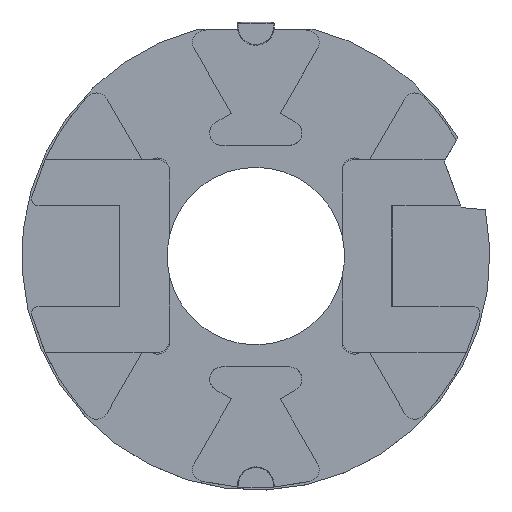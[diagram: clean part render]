
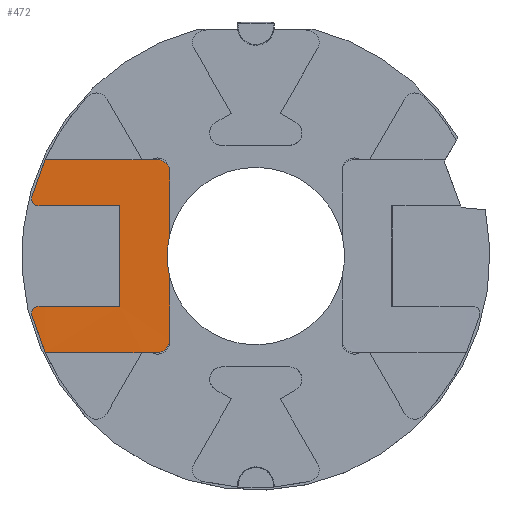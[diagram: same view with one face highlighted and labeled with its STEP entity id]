
A CAD part, top view. The second image highlights one B-rep face of the part: STEP entity #472.
In plain terms, the highlighted planar face has unit normal (0, 0, 1).
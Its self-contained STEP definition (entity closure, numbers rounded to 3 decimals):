
#472=ADVANCED_FACE('',(#1330),#1331,.F.);
#1330=FACE_OUTER_BOUND('',#2620,.T.);
#1331=PLANE('',#2621);
#2620=EDGE_LOOP('',(#6365,#6366,#6367,#6368,#6369,#6370,#6371,#6372,#6373,#6374,#6375,#6376,#6377,#6378,#6379,#6380,#6381,#6382,#6383,#6384,#6385,#6386));
#2621=AXIS2_PLACEMENT_3D('',#6387,#6388,#6389);
#6365=ORIENTED_EDGE('',*,*,#10205,.T.);
#6366=ORIENTED_EDGE('',*,*,#10206,.F.);
#6367=ORIENTED_EDGE('',*,*,#10207,.T.);
#6368=ORIENTED_EDGE('',*,*,#10208,.F.);
#6369=ORIENTED_EDGE('',*,*,#10209,.F.);
#6370=ORIENTED_EDGE('',*,*,#10210,.T.);
#6371=ORIENTED_EDGE('',*,*,#10211,.F.);
#6372=ORIENTED_EDGE('',*,*,#10212,.F.);
#6373=ORIENTED_EDGE('',*,*,#10213,.T.);
#6374=ORIENTED_EDGE('',*,*,#10214,.F.);
#6375=ORIENTED_EDGE('',*,*,#10215,.T.);
#6376=ORIENTED_EDGE('',*,*,#10216,.T.);
#6377=ORIENTED_EDGE('',*,*,#10217,.T.);
#6378=ORIENTED_EDGE('',*,*,#10218,.T.);
#6379=ORIENTED_EDGE('',*,*,#10219,.T.);
#6380=ORIENTED_EDGE('',*,*,#10220,.F.);
#6381=ORIENTED_EDGE('',*,*,#10221,.T.);
#6382=ORIENTED_EDGE('',*,*,#10222,.F.);
#6383=ORIENTED_EDGE('',*,*,#10223,.T.);
#6384=ORIENTED_EDGE('',*,*,#10224,.T.);
#6385=ORIENTED_EDGE('',*,*,#10225,.T.);
#6386=ORIENTED_EDGE('',*,*,#10226,.T.);
#6387=CARTESIAN_POINT('',(0.,0.,0.25));
#6388=DIRECTION('',(0.,0.,-1.0));
#6389=DIRECTION('',(0.,-1.0,0.));
#10205=EDGE_CURVE('',#11795,#11796,#11797,.T.);
#10206=EDGE_CURVE('',#11798,#11796,#11799,.T.);
#10207=EDGE_CURVE('',#11798,#11800,#11801,.F.);
#10208=EDGE_CURVE('',#11802,#11800,#11803,.T.);
#10209=EDGE_CURVE('',#11804,#11802,#11805,.F.);
#10210=EDGE_CURVE('',#11804,#11806,#11807,.T.);
#10211=EDGE_CURVE('',#11808,#11806,#11809,.F.);
#10212=EDGE_CURVE('',#11810,#11808,#11811,.T.);
#10213=EDGE_CURVE('',#11810,#11812,#11813,.F.);
#10214=EDGE_CURVE('',#11814,#11812,#11815,.T.);
#10215=EDGE_CURVE('',#11814,#11816,#11817,.T.);
#10216=EDGE_CURVE('',#11816,#11818,#11819,.F.);
#10217=EDGE_CURVE('',#11818,#11820,#11821,.T.);
#10218=EDGE_CURVE('',#11820,#11822,#11823,.T.);
#10219=EDGE_CURVE('',#11822,#11824,#11825,.T.);
#10220=EDGE_CURVE('',#11826,#11824,#11827,.T.);
#10221=EDGE_CURVE('',#11826,#11828,#11829,.T.);
#10222=EDGE_CURVE('',#11830,#11828,#11831,.T.);
#10223=EDGE_CURVE('',#11830,#11832,#11833,.T.);
#10224=EDGE_CURVE('',#11832,#11834,#11835,.T.);
#10225=EDGE_CURVE('',#11834,#11836,#11837,.T.);
#10226=EDGE_CURVE('',#11836,#11795,#11838,.T.);
#11795=VERTEX_POINT('',#14171);
#11796=VERTEX_POINT('',#14172);
#11797=B_SPLINE_CURVE_WITH_KNOTS('',1,(#14173,#14174),.UNSPECIFIED.,.F.,.F.,(2,2),(0.135,1.0),.UNSPECIFIED.);
#11798=VERTEX_POINT('',#14175);
#11799=B_SPLINE_CURVE_WITH_KNOTS('',3,(#14176,#14177,#14178,#14179),.UNSPECIFIED.,.F.,.F.,(4,4),(0.0,1.0),.UNSPECIFIED.);
#11800=VERTEX_POINT('',#14180);
#11801=CIRCLE('',#14181,0.3);
#11802=VERTEX_POINT('',#14182);
#11803=B_SPLINE_CURVE_WITH_KNOTS('',1,(#14183,#14184),.UNSPECIFIED.,.F.,.F.,(2,2),(0.92,1.0),.UNSPECIFIED.);
#11804=VERTEX_POINT('',#14185);
#11805=LINE('',#14186,#14187);
#11806=VERTEX_POINT('',#14188);
#11807=B_SPLINE_CURVE_WITH_KNOTS('',1,(#14189,#14190),.UNSPECIFIED.,.F.,.F.,(2,2),(0.0,1.0),.UNSPECIFIED.);
#11808=VERTEX_POINT('',#14191);
#11809=LINE('',#14192,#14193);
#11810=VERTEX_POINT('',#14194);
#11811=B_SPLINE_CURVE_WITH_KNOTS('',1,(#14195,#14196),.UNSPECIFIED.,.F.,.F.,(2,2),(0.0,0.08),.UNSPECIFIED.);
#11812=VERTEX_POINT('',#14197);
#11813=CIRCLE('',#14198,0.3);
#11814=VERTEX_POINT('',#14199);
#11815=B_SPLINE_CURVE_WITH_KNOTS('',3,(#14200,#14201,#14202,#14203),.UNSPECIFIED.,.F.,.F.,(4,4),(0.0,1.0),.UNSPECIFIED.);
#11816=VERTEX_POINT('',#14204);
#11817=B_SPLINE_CURVE_WITH_KNOTS('',1,(#14205,#14206),.UNSPECIFIED.,.F.,.F.,(2,2),(0.0,0.865),.UNSPECIFIED.);
#11818=VERTEX_POINT('',#14207);
#11819=LINE('',#14208,#14209);
#11820=VERTEX_POINT('',#14210);
#11821=B_SPLINE_CURVE_WITH_KNOTS('',1,(#14211,#14212),.UNSPECIFIED.,.F.,.F.,(2,2),(0.946,1.0),.UNSPECIFIED.);
#11822=VERTEX_POINT('',#14213);
#11823=B_SPLINE_CURVE_WITH_KNOTS('',2,(#14214,#14215,#14216,#14217,#14218),.UNSPECIFIED.,.F.,.F.,(3,2,3),(0.0,0.5,0.915),.UNSPECIFIED.);
#11824=VERTEX_POINT('',#14219);
#11825=B_SPLINE_CURVE_WITH_KNOTS('',2,(#14220,#14221,#14222),.UNSPECIFIED.,.F.,.F.,(3,3),(0.915,1.0),.UNSPECIFIED.);
#11826=VERTEX_POINT('',#14223);
#11827=LINE('',#14224,#14225);
#11828=VERTEX_POINT('',#14226);
#11829=B_SPLINE_CURVE_WITH_KNOTS('',2,(#14227,#14228,#14229),.UNSPECIFIED.,.F.,.F.,(3,3),(0.0,1.0),.UNSPECIFIED.);
#11830=VERTEX_POINT('',#14230);
#11831=LINE('',#14231,#14232);
#11832=VERTEX_POINT('',#14233);
#11833=B_SPLINE_CURVE_WITH_KNOTS('',2,(#14234,#14235,#14236),.UNSPECIFIED.,.F.,.F.,(3,3),(0.0,0.085),.UNSPECIFIED.);
#11834=VERTEX_POINT('',#14237);
#11835=B_SPLINE_CURVE_WITH_KNOTS('',2,(#14238,#14239,#14240,#14241,#14242),.UNSPECIFIED.,.F.,.F.,(3,2,3),(0.085,0.5,1.0),.UNSPECIFIED.);
#11836=VERTEX_POINT('',#14243);
#11837=B_SPLINE_CURVE_WITH_KNOTS('',1,(#14244,#14245),.UNSPECIFIED.,.F.,.F.,(2,2),(0.0,0.054),.UNSPECIFIED.);
#11838=LINE('',#14246,#14247);
#14171=CARTESIAN_POINT('',(-4.615,3.914,0.251));
#14172=CARTESIAN_POINT('',(-8.548,3.916,0.253));
#14173=CARTESIAN_POINT('',(-4.615,3.914,0.25));
#14174=CARTESIAN_POINT('',(-8.547,3.914,0.25));
#14175=CARTESIAN_POINT('',(-9.086,2.412,0.25));
#14176=CARTESIAN_POINT('',(-9.086,2.412,0.25));
#14177=CARTESIAN_POINT('',(-8.949,2.927,0.25));
#14178=CARTESIAN_POINT('',(-8.769,3.429,0.25));
#14179=CARTESIAN_POINT('',(-8.547,3.914,0.25));
#14180=CARTESIAN_POINT('',(-8.796,2.035,0.25));
#14181=AXIS2_PLACEMENT_3D('',#18216,#18217,#18218);
#14182=CARTESIAN_POINT('',(-8.534,2.035,0.25));
#14183=CARTESIAN_POINT('',(-8.534,2.035,0.25));
#14184=CARTESIAN_POINT('',(-8.796,2.035,0.25));
#14185=CARTESIAN_POINT('',(-5.517,2.039,0.25));
#14186=CARTESIAN_POINT('',(10.0,2.035,0.25));
#14187=VECTOR('',#18219,1.0);
#14188=CARTESIAN_POINT('',(-5.517,-2.038,0.25));
#14189=CARTESIAN_POINT('',(-5.513,2.04,0.25));
#14190=CARTESIAN_POINT('',(-5.513,-2.04,0.25));
#14191=CARTESIAN_POINT('',(-8.534,-2.035,0.25));
#14192=CARTESIAN_POINT('',(-10.0,-2.035,0.25));
#14193=VECTOR('',#18220,1.0);
#14194=CARTESIAN_POINT('',(-8.796,-2.035,0.25));
#14195=CARTESIAN_POINT('',(-8.796,-2.035,0.25));
#14196=CARTESIAN_POINT('',(-8.534,-2.035,0.25));
#14197=CARTESIAN_POINT('',(-9.086,-2.412,0.25));
#14198=AXIS2_PLACEMENT_3D('',#18221,#18222,#18223);
#14199=CARTESIAN_POINT('',(-8.548,-3.916,0.253));
#14200=CARTESIAN_POINT('',(-8.547,-3.914,0.25));
#14201=CARTESIAN_POINT('',(-8.769,-3.429,0.25));
#14202=CARTESIAN_POINT('',(-8.949,-2.927,0.25));
#14203=CARTESIAN_POINT('',(-9.086,-2.412,0.25));
#14204=CARTESIAN_POINT('',(-4.615,-3.913,0.251));
#14205=CARTESIAN_POINT('',(-8.547,-3.914,0.25));
#14206=CARTESIAN_POINT('',(-4.615,-3.914,0.25));
#14207=CARTESIAN_POINT('',(-4.246,-3.914,0.251));
#14208=CARTESIAN_POINT('',(0.,-3.914,0.25));
#14209=VECTOR('',#18224,1.0);
#14210=CARTESIAN_POINT('',(-4.,-3.914,0.251));
#14211=CARTESIAN_POINT('',(-4.246,-3.914,0.25));
#14212=CARTESIAN_POINT('',(-4.,-3.914,0.25));
#14213=CARTESIAN_POINT('',(-3.504,-3.482,0.25));
#14214=CARTESIAN_POINT('',(-4.,-3.914,0.25));
#14215=CARTESIAN_POINT('',(-3.793,-3.914,0.25));
#14216=CARTESIAN_POINT('',(-3.646,-3.767,0.25));
#14217=CARTESIAN_POINT('',(-3.525,-3.646,0.25));
#14218=CARTESIAN_POINT('',(-3.504,-3.482,0.25));
#14219=CARTESIAN_POINT('',(-3.5,-3.414,0.25));
#14220=CARTESIAN_POINT('',(-3.504,-3.482,0.25));
#14221=CARTESIAN_POINT('',(-3.5,-3.449,0.25));
#14222=CARTESIAN_POINT('',(-3.5,-3.414,0.25));
#14223=CARTESIAN_POINT('',(-3.5,-0.843,0.25));
#14224=CARTESIAN_POINT('',(-3.5,-4.5,0.25));
#14225=VECTOR('',#18225,1.0);
#14226=CARTESIAN_POINT('',(-3.5,0.843,0.25));
#14227=CARTESIAN_POINT('',(-3.5,-0.843,0.25));
#14228=CARTESIAN_POINT('',(-3.703,0.,0.25));
#14229=CARTESIAN_POINT('',(-3.5,0.843,0.25));
#14230=CARTESIAN_POINT('',(-3.5,3.414,0.25));
#14231=CARTESIAN_POINT('',(-3.5,-4.5,0.25));
#14232=VECTOR('',#18226,1.0);
#14233=CARTESIAN_POINT('',(-3.504,3.482,0.25));
#14234=CARTESIAN_POINT('',(-3.5,3.414,0.25));
#14235=CARTESIAN_POINT('',(-3.5,3.449,0.25));
#14236=CARTESIAN_POINT('',(-3.504,3.482,0.25));
#14237=CARTESIAN_POINT('',(-4.,3.914,0.251));
#14238=CARTESIAN_POINT('',(-3.504,3.482,0.25));
#14239=CARTESIAN_POINT('',(-3.525,3.645,0.25));
#14240=CARTESIAN_POINT('',(-3.646,3.767,0.25));
#14241=CARTESIAN_POINT('',(-3.792,3.914,0.25));
#14242=CARTESIAN_POINT('',(-4.,3.914,0.25));
#14243=CARTESIAN_POINT('',(-4.247,3.914,0.251));
#14244=CARTESIAN_POINT('',(-4.,3.914,0.25));
#14245=CARTESIAN_POINT('',(-4.247,3.914,0.25));
#14246=CARTESIAN_POINT('',(0.,3.914,0.25));
#14247=VECTOR('',#18227,1.0);
#18216=CARTESIAN_POINT('',(-8.796,2.335,0.25));
#18217=DIRECTION('',(0.,0.,-1.0));
#18218=DIRECTION('',(0.0,1.0,0.));
#18219=DIRECTION('',(1.0,0.,0.));
#18220=DIRECTION('',(-1.0,0.,0.));
#18221=CARTESIAN_POINT('',(-8.796,-2.335,0.25));
#18222=DIRECTION('',(0.,0.,-1.0));
#18223=DIRECTION('',(0.0,1.0,0.));
#18224=DIRECTION('',(-1.0,0.,0.));
#18225=DIRECTION('',(0.,-1.0,0.));
#18226=DIRECTION('',(0.,-1.0,0.));
#18227=DIRECTION('',(-1.0,0.,0.));
